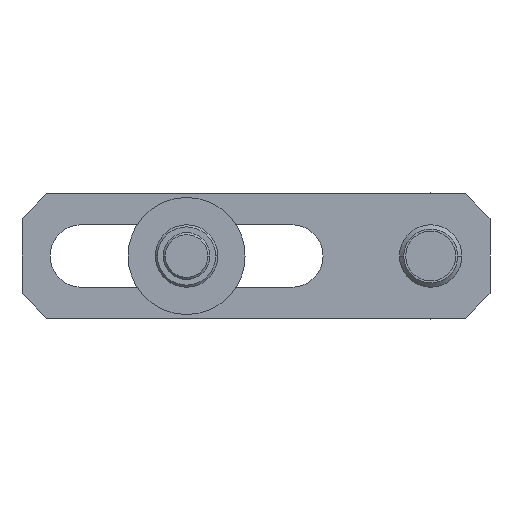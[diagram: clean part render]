
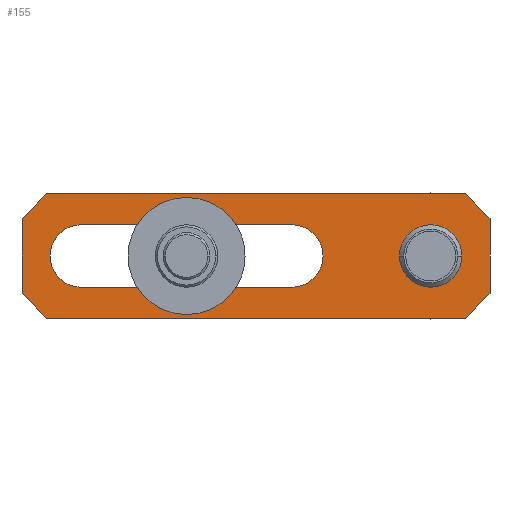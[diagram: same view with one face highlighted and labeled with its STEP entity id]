
A CAD part, front view. The second image highlights one B-rep face of the part: STEP entity #155.
In plain terms, the highlighted planar face has unit normal (0, -1, 0).
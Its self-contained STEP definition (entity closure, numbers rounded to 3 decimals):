
#155=ADVANCED_FACE('',(#394,#395,#396),#397,.F.);
#394=FACE_BOUND('',#739,.T.);
#395=FACE_BOUND('',#740,.T.);
#396=FACE_OUTER_BOUND('',#741,.T.);
#397=PLANE('',#742);
#739=EDGE_LOOP('',(#1108,#1109));
#740=EDGE_LOOP('',(#1110,#1111,#1112,#1113,#1114,#1115));
#741=EDGE_LOOP('',(#1116,#1117,#1118,#1119,#1120,#1121,#1122,#1123));
#742=AXIS2_PLACEMENT_3D('',#1124,#1125,#1126);
#1108=ORIENTED_EDGE('',*,*,#1897,.T.);
#1109=ORIENTED_EDGE('',*,*,#1895,.T.);
#1110=ORIENTED_EDGE('',*,*,#1908,.T.);
#1111=ORIENTED_EDGE('',*,*,#1885,.T.);
#1112=ORIENTED_EDGE('',*,*,#1911,.T.);
#1113=ORIENTED_EDGE('',*,*,#1888,.T.);
#1114=ORIENTED_EDGE('',*,*,#1902,.T.);
#1115=ORIENTED_EDGE('',*,*,#1904,.T.);
#1116=ORIENTED_EDGE('',*,*,#1916,.T.);
#1117=ORIENTED_EDGE('',*,*,#1923,.F.);
#1118=ORIENTED_EDGE('',*,*,#1924,.T.);
#1119=ORIENTED_EDGE('',*,*,#1925,.T.);
#1120=ORIENTED_EDGE('',*,*,#1926,.T.);
#1121=ORIENTED_EDGE('',*,*,#1927,.F.);
#1122=ORIENTED_EDGE('',*,*,#1928,.T.);
#1123=ORIENTED_EDGE('',*,*,#1919,.F.);
#1124=CARTESIAN_POINT('',(30.0,0.0,0.0));
#1125=DIRECTION('',(0.0,1.0,0.0));
#1126=DIRECTION('',(0.0,0.0,1.0));
#1885=EDGE_CURVE('',#2209,#2213,#2215,.T.);
#1888=EDGE_CURVE('',#2220,#2217,#2221,.T.);
#1895=EDGE_CURVE('',#2227,#2231,#2233,.T.);
#1897=EDGE_CURVE('',#2231,#2227,#2235,.T.);
#1902=EDGE_CURVE('',#2217,#2240,#2242,.T.);
#1904=EDGE_CURVE('',#2240,#2244,#2245,.T.);
#1908=EDGE_CURVE('',#2244,#2209,#2250,.T.);
#1911=EDGE_CURVE('',#2213,#2220,#2253,.T.);
#1916=EDGE_CURVE('',#2261,#2259,#2262,.T.);
#1919=EDGE_CURVE('',#2261,#2265,#2266,.T.);
#1923=EDGE_CURVE('',#2271,#2259,#2272,.T.);
#1924=EDGE_CURVE('',#2271,#2273,#2274,.T.);
#1925=EDGE_CURVE('',#2273,#2275,#2276,.T.);
#1926=EDGE_CURVE('',#2275,#2277,#2278,.T.);
#1927=EDGE_CURVE('',#2279,#2277,#2280,.T.);
#1928=EDGE_CURVE('',#2279,#2265,#2281,.T.);
#2209=VERTEX_POINT('',#2676);
#2213=VERTEX_POINT('',#2681);
#2215=CIRCLE('',#2684,4.0);
#2217=VERTEX_POINT('',#2686);
#2220=VERTEX_POINT('',#2690);
#2221=CIRCLE('',#2691,4.0);
#2227=VERTEX_POINT('',#2698);
#2231=VERTEX_POINT('',#2703);
#2233=CIRCLE('',#2706,4.0);
#2235=CIRCLE('',#2708,4.0);
#2240=VERTEX_POINT('',#2713);
#2242=CIRCLE('',#2716,4.0);
#2244=VERTEX_POINT('',#2718);
#2245=LINE('',#2719,#2720);
#2250=CIRCLE('',#2727,4.0);
#2253=LINE('',#2730,#2731);
#2259=VERTEX_POINT('',#2739);
#2261=VERTEX_POINT('',#2742);
#2262=LINE('',#2743,#2744);
#2265=VERTEX_POINT('',#2748);
#2266=LINE('',#2749,#2750);
#2271=VERTEX_POINT('',#2757);
#2272=LINE('',#2758,#2759);
#2273=VERTEX_POINT('',#2760);
#2274=LINE('',#2761,#2762);
#2275=VERTEX_POINT('',#2763);
#2276=LINE('',#2764,#2765);
#2277=VERTEX_POINT('',#2766);
#2278=LINE('',#2767,#2768);
#2279=VERTEX_POINT('',#2769);
#2280=LINE('',#2770,#2771);
#2281=LINE('',#2772,#2773);
#2676=CARTESIAN_POINT('',(38.6,0.0,0.));
#2681=CARTESIAN_POINT('',(34.6,0.0,-4.0));
#2684=AXIS2_PLACEMENT_3D('',#3524,#3525,#3526);
#2686=CARTESIAN_POINT('',(3.6,0.0,0.));
#2690=CARTESIAN_POINT('',(7.6,0.0,-4.0));
#2691=AXIS2_PLACEMENT_3D('',#3528,#3529,#3530);
#2698=CARTESIAN_POINT('',(56.4,0.0,0.));
#2703=CARTESIAN_POINT('',(48.4,0.0,0.));
#2706=AXIS2_PLACEMENT_3D('',#3540,#3541,#3542);
#2708=AXIS2_PLACEMENT_3D('',#3543,#3544,#3545);
#2713=CARTESIAN_POINT('',(7.6,0.0,4.0));
#2716=AXIS2_PLACEMENT_3D('',#3553,#3554,#3555);
#2718=CARTESIAN_POINT('',(34.6,0.0,4.0));
#2719=CARTESIAN_POINT('',(25.55,0.0,4.0));
#2720=VECTOR('',#3556,1.0);
#2727=AXIS2_PLACEMENT_3D('',#3559,#3560,#3561);
#2730=CARTESIAN_POINT('',(25.55,0.0,-4.0));
#2731=VECTOR('',#3565,1.0);
#2739=CARTESIAN_POINT('',(56.8,0.0,8.0));
#2742=CARTESIAN_POINT('',(60.0,0.0,4.8));
#2743=CARTESIAN_POINT('',(52.9,0.0,11.9));
#2744=VECTOR('',#3569,1.0);
#2748=CARTESIAN_POINT('',(60.0,0.0,-4.8));
#2749=CARTESIAN_POINT('',(60.0,0.0,0.0));
#2750=VECTOR('',#3571,1.0);
#2757=CARTESIAN_POINT('',(3.2,0.0,8.0));
#2758=CARTESIAN_POINT('',(30.0,0.0,8.0));
#2759=VECTOR('',#3574,1.0);
#2760=CARTESIAN_POINT('',(0.0,0.0,4.8));
#2761=CARTESIAN_POINT('',(7.1,0.0,11.9));
#2762=VECTOR('',#3575,1.0);
#2763=CARTESIAN_POINT('',(0.,0.0,-4.8));
#2764=CARTESIAN_POINT('',(0.0,0.0,0.0));
#2765=VECTOR('',#3576,1.0);
#2766=CARTESIAN_POINT('',(3.2,0.0,-8.0));
#2767=CARTESIAN_POINT('',(7.1,0.0,-11.9));
#2768=VECTOR('',#3577,1.0);
#2769=CARTESIAN_POINT('',(56.8,0.0,-8.0));
#2770=CARTESIAN_POINT('',(30.0,0.0,-8.0));
#2771=VECTOR('',#3578,1.0);
#2772=CARTESIAN_POINT('',(52.9,0.0,-11.9));
#2773=VECTOR('',#3579,1.0);
#3524=CARTESIAN_POINT('',(34.6,0.0,0.0));
#3525=DIRECTION('',(-0.0,1.0,0.0));
#3526=DIRECTION('',(1.0,0.0,0.0));
#3528=CARTESIAN_POINT('',(7.6,0.0,0.0));
#3529=DIRECTION('',(-0.0,1.0,0.0));
#3530=DIRECTION('',(1.0,0.0,0.0));
#3540=CARTESIAN_POINT('',(52.4,0.0,0.0));
#3541=DIRECTION('',(-0.0,1.0,0.0));
#3542=DIRECTION('',(1.0,0.0,0.0));
#3543=CARTESIAN_POINT('',(52.4,0.0,0.0));
#3544=DIRECTION('',(-0.0,1.0,0.0));
#3545=DIRECTION('',(1.0,0.0,0.0));
#3553=CARTESIAN_POINT('',(7.6,0.0,0.0));
#3554=DIRECTION('',(-0.0,1.0,0.0));
#3555=DIRECTION('',(1.0,0.0,0.0));
#3556=DIRECTION('',(1.0,0.0,0.0));
#3559=CARTESIAN_POINT('',(34.6,0.0,0.0));
#3560=DIRECTION('',(-0.0,1.0,0.0));
#3561=DIRECTION('',(1.0,0.0,0.0));
#3565=DIRECTION('',(-1.0,0.0,0.0));
#3569=DIRECTION('',(-0.707,0.0,0.707));
#3571=DIRECTION('',(0.0,0.0,-1.0));
#3574=DIRECTION('',(1.0,0.0,0.0));
#3575=DIRECTION('',(-0.707,0.0,-0.707));
#3576=DIRECTION('',(0.0,0.0,-1.0));
#3577=DIRECTION('',(0.707,0.0,-0.707));
#3578=DIRECTION('',(-1.0,0.0,0.0));
#3579=DIRECTION('',(0.707,-0.0,0.707));
